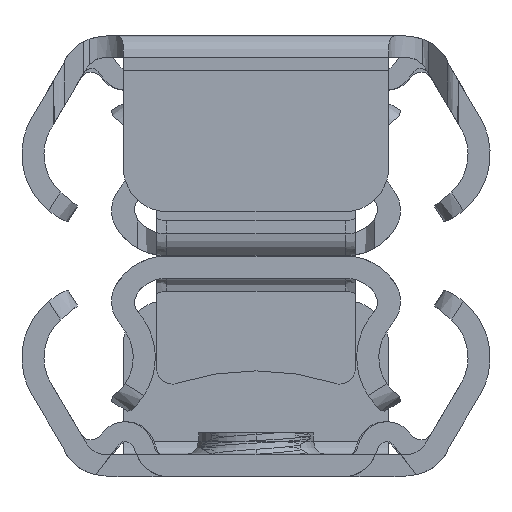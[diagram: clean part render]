
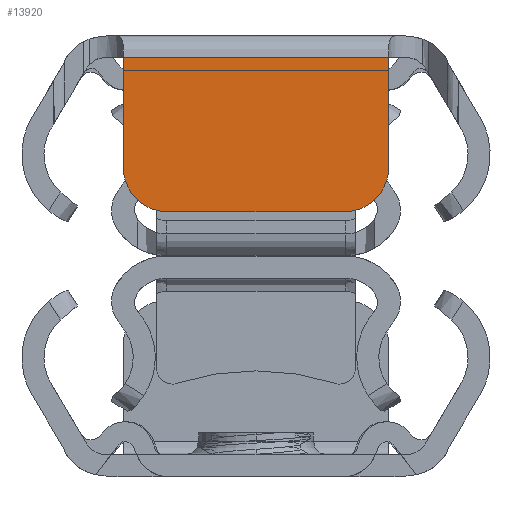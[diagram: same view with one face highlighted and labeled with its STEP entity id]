
A CAD part, left-side view. The second image highlights one B-rep face of the part: STEP entity #13920.
In plain terms, the highlighted face is planar.
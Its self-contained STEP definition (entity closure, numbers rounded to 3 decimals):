
#58 = VERTEX_POINT ( 'NONE', #9390 ) ;
#230 = DIRECTION ( 'NONE',  ( 0., 0., -1. ) ) ;
#301 = DIRECTION ( 'NONE',  ( 1., 0., 0. ) ) ;
#491 = LINE ( 'NONE', #8004, #5704 ) ;
#794 = LINE ( 'NONE', #4508, #14094 ) ;
#1028 = ORIENTED_EDGE ( 'NONE', *, *, #7187, .F. ) ;
#1092 = VERTEX_POINT ( 'NONE', #12879 ) ;
#1376 = CIRCLE ( 'NONE', #11924, 1. ) ;
#1562 = DIRECTION ( 'NONE',  ( 0., 0., -1. ) ) ;
#1861 = LINE ( 'NONE', #4506, #13556 ) ;
#2597 = ORIENTED_EDGE ( 'NONE', *, *, #4391, .T. ) ;
#3099 = EDGE_CURVE ( 'NONE', #14191, #1092, #1861, .T. ) ;
#3620 = CARTESIAN_POINT ( 'NONE',  ( 215., -3., 3.132 ) ) ;
#3823 = CIRCLE ( 'NONE', #13582, 1. ) ;
#4391 = EDGE_CURVE ( 'NONE', #1092, #8782, #6267, .T. ) ;
#4438 = VERTEX_POINT ( 'NONE', #12467 ) ;
#4506 = CARTESIAN_POINT ( 'NONE',  ( 215., -3., 0. ) ) ;
#4508 = CARTESIAN_POINT ( 'NONE',  ( 215., 0., 4. ) ) ;
#4575 = EDGE_LOOP ( 'NONE', ( #7640, #2597, #9082, #1028, #8888, #4624, #10987, #10434 ) ) ;
#4624 = ORIENTED_EDGE ( 'NONE', *, *, #15820, .T. ) ;
#4695 = CARTESIAN_POINT ( 'NONE',  ( 215., 3.582, 0.96 ) ) ;
#4727 = CARTESIAN_POINT ( 'NONE',  ( 215., 2., 4. ) ) ;
#5062 = CARTESIAN_POINT ( 'NONE',  ( 215., -2., 3. ) ) ;
#5380 = CARTESIAN_POINT ( 'NONE',  ( 215., 3., 0.5 ) ) ;
#5704 = VECTOR ( 'NONE', #1562, 1000. ) ;
#5771 = PLANE ( 'NONE',  #13520 ) ;
#5925 = EDGE_CURVE ( 'NONE', #4438, #10457, #3823, .T. ) ;
#6267 = LINE ( 'NONE', #7587, #8787 ) ;
#6331 = EDGE_CURVE ( 'NONE', #58, #14191, #12748, .T. ) ;
#7014 = CARTESIAN_POINT ( 'NONE',  ( 215., -3.65, 2.7 ) ) ;
#7187 = EDGE_CURVE ( 'NONE', #4438, #9288, #7501, .T. ) ;
#7501 = LINE ( 'NONE', #4695, #9363 ) ;
#7587 = CARTESIAN_POINT ( 'NONE',  ( 215., 3., 0.5 ) ) ;
#7640 = ORIENTED_EDGE ( 'NONE', *, *, #3099, .T. ) ;
#7863 = DIRECTION ( 'NONE',  ( 0., -0.259, -0.966 ) ) ;
#8004 = CARTESIAN_POINT ( 'NONE',  ( 215., 3., 0. ) ) ;
#8311 = DIRECTION ( 'NONE',  ( 0., 0., -1. ) ) ;
#8782 = VERTEX_POINT ( 'NONE', #5380 ) ;
#8787 = VECTOR ( 'NONE', #11138, 1000. ) ;
#8806 = EDGE_CURVE ( 'NONE', #9288, #8782, #491, .T. ) ;
#8888 = ORIENTED_EDGE ( 'NONE', *, *, #5925, .T. ) ;
#9082 = ORIENTED_EDGE ( 'NONE', *, *, #8806, .F. ) ;
#9102 = CARTESIAN_POINT ( 'NONE',  ( 215., -3.582, 0.96 ) ) ;
#9288 = VERTEX_POINT ( 'NONE', #13981 ) ;
#9343 = VECTOR ( 'NONE', #7863, 1000. ) ;
#9363 = VECTOR ( 'NONE', #10974, 1000. ) ;
#9390 = CARTESIAN_POINT ( 'NONE',  ( 215., -2.966, 3.259 ) ) ;
#9651 = DIRECTION ( 'NONE',  ( 0., 0., -1. ) ) ;
#10099 = DIRECTION ( 'NONE',  ( 0., 0., -1. ) ) ;
#10293 = VERTEX_POINT ( 'NONE', #11838 ) ;
#10298 = CARTESIAN_POINT ( 'NONE',  ( 215., 2., 3. ) ) ;
#10434 = ORIENTED_EDGE ( 'NONE', *, *, #6331, .T. ) ;
#10457 = VERTEX_POINT ( 'NONE', #4727 ) ;
#10974 = DIRECTION ( 'NONE',  ( 0., 0.259, -0.966 ) ) ;
#10987 = ORIENTED_EDGE ( 'NONE', *, *, #13740, .T. ) ;
#11138 = DIRECTION ( 'NONE',  ( 0., 1., 0. ) ) ;
#11838 = CARTESIAN_POINT ( 'NONE',  ( 215., -2., 4. ) ) ;
#11924 = AXIS2_PLACEMENT_3D ( 'NONE', #5062, #13742, #10099 ) ;
#12467 = CARTESIAN_POINT ( 'NONE',  ( 215., 2.966, 3.259 ) ) ;
#12748 = LINE ( 'NONE', #9102, #9343 ) ;
#12879 = CARTESIAN_POINT ( 'NONE',  ( 215., -3., 0.5 ) ) ;
#13284 = DIRECTION ( 'NONE',  ( 0., -1., 0. ) ) ;
#13300 = FACE_OUTER_BOUND ( 'NONE', #4575, .T. ) ;
#13520 = AXIS2_PLACEMENT_3D ( 'NONE', #7014, #14464, #9651 ) ;
#13556 = VECTOR ( 'NONE', #8311, 1000. ) ;
#13582 = AXIS2_PLACEMENT_3D ( 'NONE', #10298, #301, #230 ) ;
#13740 = EDGE_CURVE ( 'NONE', #10293, #58, #1376, .T. ) ;
#13742 = DIRECTION ( 'NONE',  ( 1., 0., 0. ) ) ;
#13920 = ADVANCED_FACE ( 'NONE', ( #13300 ), #5771, .T. ) ;
#13981 = CARTESIAN_POINT ( 'NONE',  ( 215., 3., 3.132 ) ) ;
#14094 = VECTOR ( 'NONE', #13284, 1000. ) ;
#14191 = VERTEX_POINT ( 'NONE', #3620 ) ;
#14464 = DIRECTION ( 'NONE',  ( 1., 0., 0. ) ) ;
#15820 = EDGE_CURVE ( 'NONE', #10457, #10293, #794, .T. ) ;
